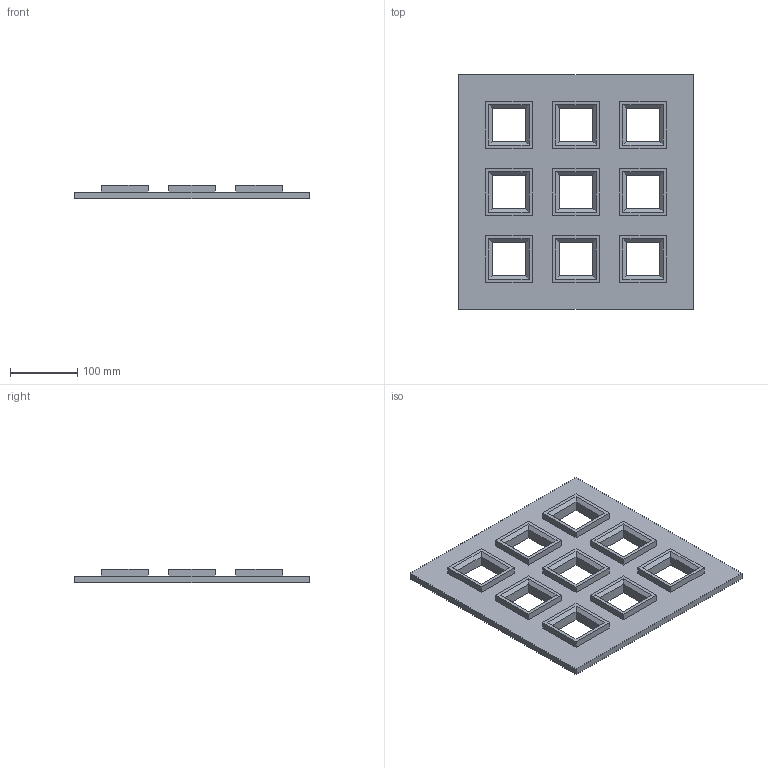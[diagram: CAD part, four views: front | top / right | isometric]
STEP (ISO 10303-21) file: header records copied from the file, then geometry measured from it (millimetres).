
FILE_DESCRIPTION(/* description */ (''),/* implementation_level */ '2;1');
FILE_NAME(/* name */ 'Pallete .step',/* time_stamp */ '2022-09-20T13:55:00+05:30',/* author */ (''),/* organization */ (''),/* preprocessor_version */ 'ST-DEVELOPER v19',/* originating_system */ 'Autodesk Translation Framework v11.7.0.108',/* authorisation */ '');
FILE_SCHEMA (('AUTOMOTIVE_DESIGN { 1 0 10303 214 3 1 1 }'));
Length unit declared in the file: millimetre
Products named in the file (1): Pallete
Bounding box: 350 x 350 x 20 mm (x, y, z)
Volume: 1192000 mm3; surface area: 270300.7 mm2
Topology: 1 solids, 1 shells, 123 faces, 300 edges, 188 vertices
Faces by surface type: plane 123
Entity records: 3555 total; most frequent: CARTESIAN_POINT 612, ORIENTED_EDGE 600, DIRECTION 548, LINE 300, VECTOR 300, EDGE_CURVE 300, VERTEX_POINT 188, EDGE_LOOP 150
